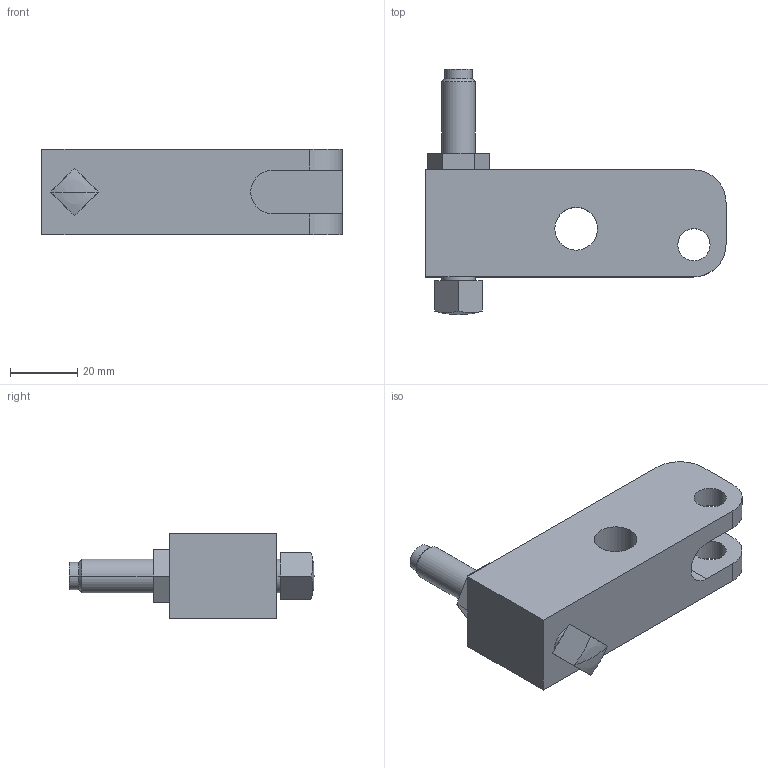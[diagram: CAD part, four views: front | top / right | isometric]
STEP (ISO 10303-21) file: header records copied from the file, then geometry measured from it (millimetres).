
FILE_DESCRIPTION((''),'2;1');
FILE_NAME('ILCM91600903','2006-02-17T',('KR'),(''),'PRO/ENGINEER BY PARAMETRIC TECHNOLOGY CORPORATION, 2004290','PRO/ENGINEER BY PARAMETRIC TECHNOLOGY CORPORATION, 2004290','');
FILE_SCHEMA(('AUTOMOTIVE_DESIGN_CC2 { 1 2 10303 214 -1 1 5 2 }'));
Length unit declared in the file: millimetre
Products named in the file (1): ILCM91600903
Bounding box: 89.03 x 72.75 x 25.4 mm (x, y, z)
Volume: 64084.4 mm3; surface area: 15836.5 mm2
Topology: 1 solids, 2 shells, 47 faces, 119 edges, 75 vertices
Faces by surface type: plane 25, cylinder 18, cone 2, sphere 2
Entity records: 1542 total; most frequent: DIRECTION 259, CARTESIAN_POINT 240, ORIENTED_EDGE 230, EDGE_CURVE 117, COLOUR_RGB 105, AXIS2_PLACEMENT_3D 94, VERTEX_POINT 75, VECTOR 71
